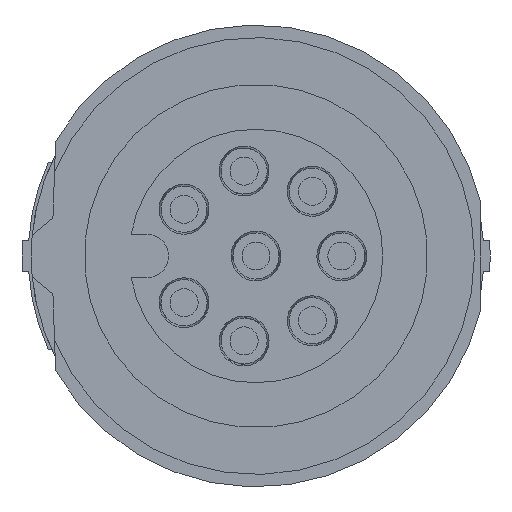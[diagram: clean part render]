
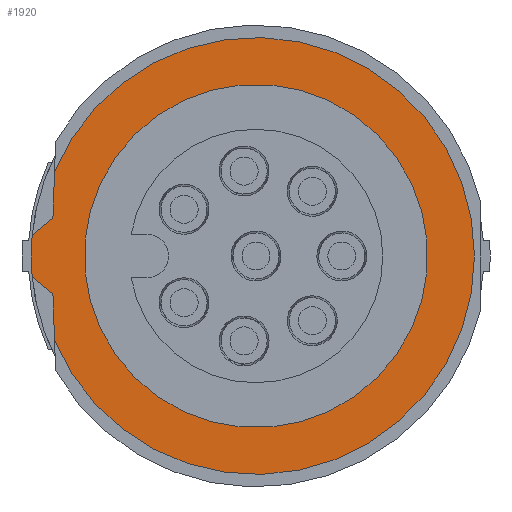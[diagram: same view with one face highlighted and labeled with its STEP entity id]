
A CAD part, left-side view. The second image highlights one B-rep face of the part: STEP entity #1920.
In plain terms, the highlighted planar face has unit normal (-1, 0, 0).
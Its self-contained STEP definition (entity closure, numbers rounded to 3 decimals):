
#1160=CARTESIAN_POINT('',(-43.21,4.446,
4.393));
#1170=DIRECTION('',(-1.,0.,0.));
#1180=DIRECTION('',(0.,-0.711,
-0.703));
#1190=AXIS2_PLACEMENT_3D('',#1160,#1170,#1180);
#1200=PLANE('',#1190);
#1210=CARTESIAN_POINT('',(-43.21,0.,
0.));
#1220=DIRECTION('',(-1.,0.,0.));
#1230=DIRECTION('',(0.,0.707,
-0.707));
#1240=AXIS2_PLACEMENT_3D('',#1210,#1220,#1230);
#1250=CIRCLE('',#1240,5.5);
#1260=CARTESIAN_POINT('',(-43.21,3.889,
-3.889));
#1270=VERTEX_POINT('',#1260);
#1280=CARTESIAN_POINT('',(-43.21,-3.889,
3.889));
#1290=VERTEX_POINT('',#1280);
#1300=EDGE_CURVE('',#1270,#1290,#1250,.T.);
#1310=ORIENTED_EDGE('',*,*,#1300,.F.);
#1320=EDGE_CURVE('',#1290,#1270,#1250,.T.);
#1330=ORIENTED_EDGE('',*,*,#1320,.F.);
#1340=EDGE_LOOP('',(#1330,#1310));
#1350=FACE_BOUND('',#1340,.T.);
#1360=CARTESIAN_POINT('',(-43.21,0.,
0.));
#1370=DIRECTION('',(1.,0.,0.));
#1380=DIRECTION('',(0.,1.,0.));
#1390=AXIS2_PLACEMENT_3D('',#1360,#1370,#1380);
#1400=CIRCLE('',#1390,7.2);
#1410=CARTESIAN_POINT('',(-43.21,7.168,
-0.675));
#1420=VERTEX_POINT('',#1410);
#1430=CARTESIAN_POINT('',(-43.21,7.2,
0.));
#1440=VERTEX_POINT('',#1430);
#1450=EDGE_CURVE('',#1420,#1440,#1400,.T.);
#1460=ORIENTED_EDGE('',*,*,#1450,.F.);
#1470=CARTESIAN_POINT('',(-43.21,7.168,
0.675));
#1480=VERTEX_POINT('',#1470);
#1490=EDGE_CURVE('',#1440,#1480,#1400,.T.);
#1500=ORIENTED_EDGE('',*,*,#1490,.F.);
#1510=CARTESIAN_POINT('',(-43.21,-0.475,
6.864));
#1520=DIRECTION('',(0.,0.777,
-0.629));
#1530=VECTOR('',#1520,1.);
#1540=LINE('',#1510,#1530);
#1550=CARTESIAN_POINT('',(-43.21,6.507,
1.21));
#1560=VERTEX_POINT('',#1550);
#1570=EDGE_CURVE('',#1560,#1480,#1540,.T.);
#1580=ORIENTED_EDGE('',*,*,#1570,.T.);
#1590=CARTESIAN_POINT('',(-43.21,6.081,
13.419));
#1600=DIRECTION('',(0.,0.035,
-0.999));
#1610=VECTOR('',#1600,1.);
#1620=LINE('',#1590,#1610);
#1630=CARTESIAN_POINT('',(-43.21,6.455,
2.708));
#1640=VERTEX_POINT('',#1630);
#1650=EDGE_CURVE('',#1640,#1560,#1620,.T.);
#1660=ORIENTED_EDGE('',*,*,#1650,.T.);
#1670=CARTESIAN_POINT('',(-43.21,0.,
0.));
#1680=DIRECTION('',(-1.,0.,0.));
#1690=DIRECTION('',(0.,0.707,
0.707));
#1700=AXIS2_PLACEMENT_3D('',#1670,#1680,#1690);
#1710=CIRCLE('',#1700,7.);
#1720=CARTESIAN_POINT('',(-43.21,6.455,
-2.708));
#1730=VERTEX_POINT('',#1720);
#1740=EDGE_CURVE('',#1730,#1640,#1710,.T.);
#1750=ORIENTED_EDGE('',*,*,#1740,.T.);
#1760=CARTESIAN_POINT('',(-43.21,6.452,
-2.782));
#1770=DIRECTION('',(0.,-0.035,
-0.999));
#1780=VECTOR('',#1770,1.);
#1790=LINE('',#1760,#1780);
#1800=CARTESIAN_POINT('',(-43.21,6.507,
-1.21));
#1810=VERTEX_POINT('',#1800);
#1820=EDGE_CURVE('',#1810,#1730,#1790,.T.);
#1830=ORIENTED_EDGE('',*,*,#1820,.T.);
#1840=CARTESIAN_POINT('',(-43.21,5.608,
-1.938));
#1850=DIRECTION('',(0.,-0.777,
-0.629));
#1860=VECTOR('',#1850,1.);
#1870=LINE('',#1840,#1860);
#1880=EDGE_CURVE('',#1420,#1810,#1870,.T.);
#1890=ORIENTED_EDGE('',*,*,#1880,.T.);
#1900=EDGE_LOOP('',(#1890,#1830,#1750,#1660,#1580,#1500,#1460));
#1910=FACE_OUTER_BOUND('',#1900,.T.);
#1920=ADVANCED_FACE('',(#1350,#1910),#1200,.T.);
